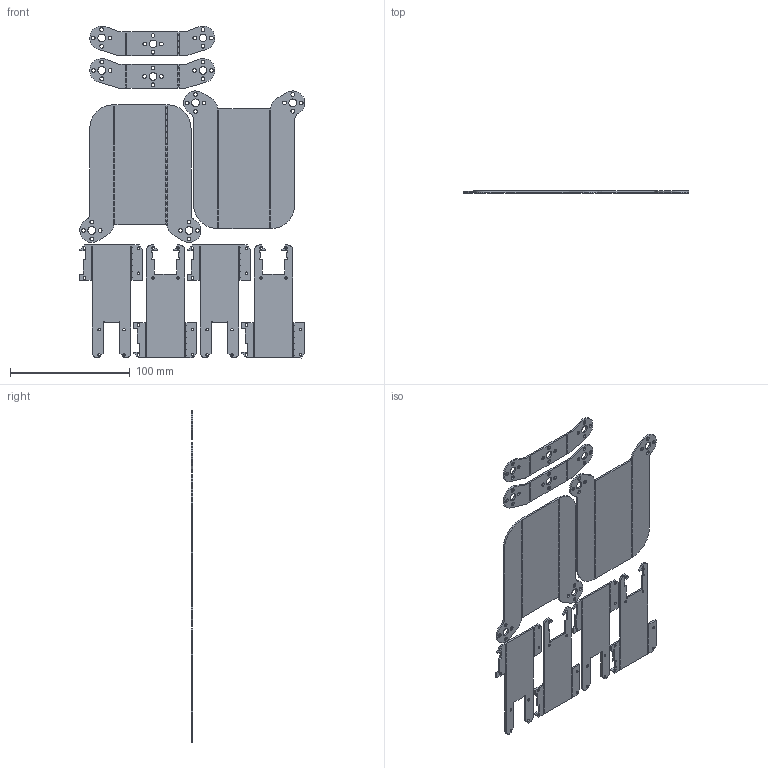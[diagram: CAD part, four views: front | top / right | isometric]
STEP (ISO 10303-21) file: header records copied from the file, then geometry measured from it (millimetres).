
FILE_DESCRIPTION(/* description */ (''),/* implementation_level */ '2;1');
FILE_NAME(/* name */ 'Arm_t1.5_CAM.stp',/* time_stamp */ '2025-04-27T04:17:47+09:00',/* author */ ('rei_r'),/* organization */ (''),/* preprocessor_version */ 'ST-DEVELOPER v19.2',/* originating_system */ 'Autodesk Inventor 2023',/* authorisation */ '');
FILE_SCHEMA (('AUTOMOTIVE_DESIGN { 1 0 10303 214 3 1 1 }'));
Length unit declared in the file: millimetre
Products named in the file (5): Arm_t1.5_CAM_data; Upper_arm_1; Upper_arm_2; Fore_arm_1; Shoulder_joint_1
Assembly tree (8 placements, depth 2):
  Arm_t1.5_CAM_data
    Upper_arm_1  x2
    Upper_arm_2  x2
    Fore_arm_1  x2
    Shoulder_joint_1  x2
Bounding box: 188.38 x 1.5 x 277.22 mm (x, y, z)
Volume: 50191.3 mm3; surface area: 72964.8 mm2
Topology: 8 solids, 8 shells, 1018 faces, 3350 edges, 2060 vertices
Faces by surface type: plane 548, cylinder 470
Full cylindrical faces by diameter (mm): 1.1 x96, 2.1 x32, 3.1 x40, 6.5 x10
Entity records: 19110 total; most frequent: DIRECTION 3573, ORIENTED_EDGE 3350, CARTESIAN_POINT 3227, EDGE_CURVE 1675, AXIS2_PLACEMENT_3D 1376, VERTEX_POINT 1030, CIRCLE 854, LINE 821
